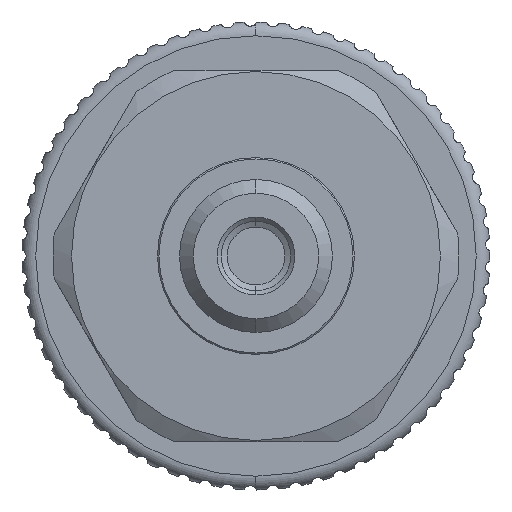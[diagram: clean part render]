
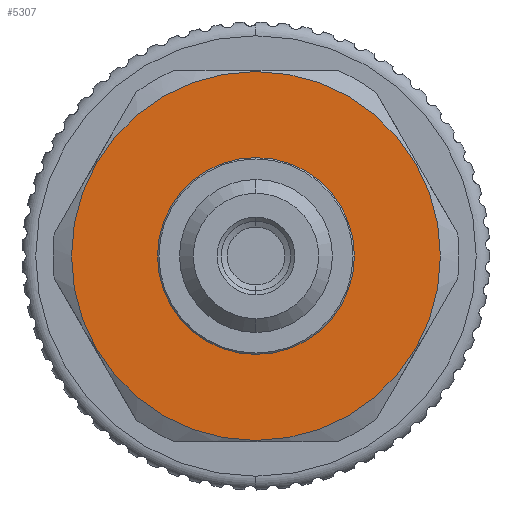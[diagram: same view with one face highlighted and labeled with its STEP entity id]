
A CAD part, front view. The second image highlights one B-rep face of the part: STEP entity #5307.
In plain terms, the highlighted planar face has unit normal (0, -1, 0).
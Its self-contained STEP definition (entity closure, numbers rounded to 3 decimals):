
#178 = DIRECTION ( 'NONE',  ( 0., -1., 0. ) ) ;
#584 = DIRECTION ( 'NONE',  ( 0., -1., 0. ) ) ;
#1079 = ORIENTED_EDGE ( 'NONE', *, *, #1876, .T. ) ;
#1427 = CIRCLE ( 'NONE', #1464, 13.4 ) ;
#1464 = AXIS2_PLACEMENT_3D ( 'NONE', #8357, #7987, #6764 ) ;
#1518 = DIRECTION ( 'NONE',  ( 0., -1., 0. ) ) ;
#1642 = CARTESIAN_POINT ( 'NONE',  ( 13.4, 2.3, 0. ) ) ;
#1690 = AXIS2_PLACEMENT_3D ( 'NONE', #1642, #8024, #2643 ) ;
#1876 = EDGE_CURVE ( 'NONE', #5252, #9232, #1427, .T. ) ;
#2643 = DIRECTION ( 'NONE',  ( 0., 0., -1. ) ) ;
#3671 = CARTESIAN_POINT ( 'NONE',  ( 0., 2.3, 7.15 ) ) ;
#3892 = EDGE_CURVE ( 'NONE', #8579, #6975, #6510, .T. ) ;
#4060 = CIRCLE ( 'NONE', #8165, 7.15 ) ;
#5252 = VERTEX_POINT ( 'NONE', #9605 ) ;
#5307 = ADVANCED_FACE ( 'NONE', ( #8270, #10885 ), #6095, .T. ) ;
#5533 = EDGE_LOOP ( 'NONE', ( #10879, #5682 ) ) ;
#5682 = ORIENTED_EDGE ( 'NONE', *, *, #7698, .F. ) ;
#5761 = CARTESIAN_POINT ( 'NONE',  ( 0., 2.3, 0. ) ) ;
#6095 = PLANE ( 'NONE',  #1690 ) ;
#6102 = AXIS2_PLACEMENT_3D ( 'NONE', #5761, #178, #6682 ) ;
#6150 = CARTESIAN_POINT ( 'NONE',  ( 0., 2.3, 0. ) ) ;
#6510 = CIRCLE ( 'NONE', #8835, 7.15 ) ;
#6682 = DIRECTION ( 'NONE',  ( 0., 0., -1. ) ) ;
#6764 = DIRECTION ( 'NONE',  ( 0., 0., -1. ) ) ;
#6975 = VERTEX_POINT ( 'NONE', #3671 ) ;
#7023 = CARTESIAN_POINT ( 'NONE',  ( 0., 2.3, 0. ) ) ;
#7062 = DIRECTION ( 'NONE',  ( 0., 0., -1. ) ) ;
#7282 = CIRCLE ( 'NONE', #6102, 13.4 ) ;
#7698 = EDGE_CURVE ( 'NONE', #6975, #8579, #4060, .T. ) ;
#7859 = DIRECTION ( 'NONE',  ( 0., 0., -1. ) ) ;
#7987 = DIRECTION ( 'NONE',  ( 0., -1., 0. ) ) ;
#7991 = CARTESIAN_POINT ( 'NONE',  ( 0., 2.3, -7.15 ) ) ;
#8024 = DIRECTION ( 'NONE',  ( 0., -1., 0. ) ) ;
#8165 = AXIS2_PLACEMENT_3D ( 'NONE', #6150, #584, #7062 ) ;
#8270 = FACE_OUTER_BOUND ( 'NONE', #8467, .T. ) ;
#8357 = CARTESIAN_POINT ( 'NONE',  ( 0., 2.3, 0. ) ) ;
#8467 = EDGE_LOOP ( 'NONE', ( #8691, #1079 ) ) ;
#8579 = VERTEX_POINT ( 'NONE', #7991 ) ;
#8691 = ORIENTED_EDGE ( 'NONE', *, *, #8800, .T. ) ;
#8800 = EDGE_CURVE ( 'NONE', #9232, #5252, #7282, .T. ) ;
#8835 = AXIS2_PLACEMENT_3D ( 'NONE', #7023, #1518, #7859 ) ;
#9232 = VERTEX_POINT ( 'NONE', #9893 ) ;
#9605 = CARTESIAN_POINT ( 'NONE',  ( 0., 2.3, -13.4 ) ) ;
#9893 = CARTESIAN_POINT ( 'NONE',  ( 0., 2.3, 13.4 ) ) ;
#10879 = ORIENTED_EDGE ( 'NONE', *, *, #3892, .F. ) ;
#10885 = FACE_BOUND ( 'NONE', #5533, .T. ) ;
